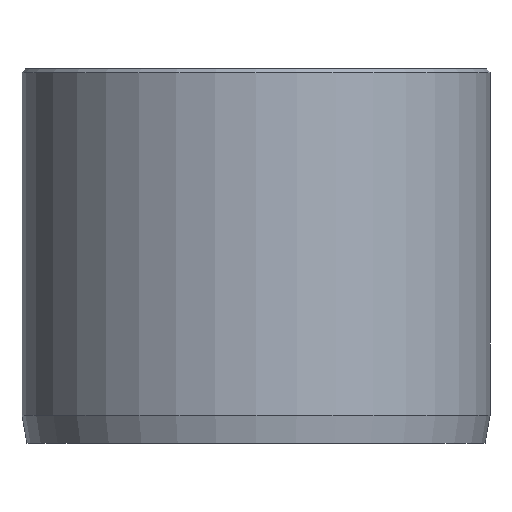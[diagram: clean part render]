
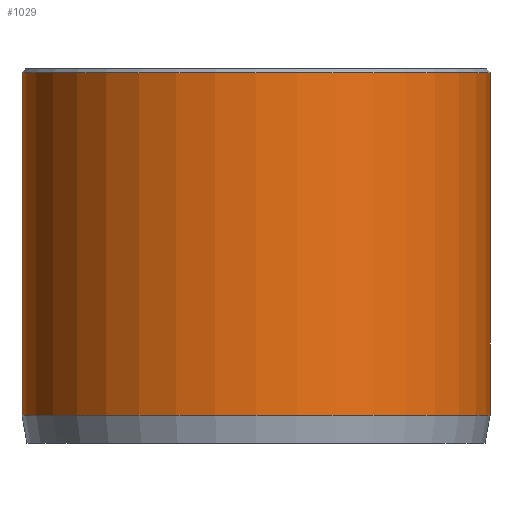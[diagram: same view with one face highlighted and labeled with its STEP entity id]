
A CAD part, front view. The second image highlights one B-rep face of the part: STEP entity #1029.
In plain terms, the highlighted cylindrical face has radius 12.5 mm (diameter 25 mm), a partial arc.
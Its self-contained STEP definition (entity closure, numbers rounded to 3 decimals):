
#8 = DIRECTION ( 'NONE',  ( -1., 0., 0. ) ) ;
#41 = DIRECTION ( 'NONE',  ( 0., 0., -1. ) ) ;
#46 = EDGE_LOOP ( 'NONE', ( #805, #1027, #976, #934 ) ) ;
#57 = AXIS2_PLACEMENT_3D ( 'NONE', #506, #414, #306 ) ;
#68 = EDGE_CURVE ( 'NONE', #697, #1192, #682, .T. ) ;
#103 = LINE ( 'NONE', #131, #833 ) ;
#131 = CARTESIAN_POINT ( 'NONE',  ( -12.5, 0., 20. ) ) ;
#191 = AXIS2_PLACEMENT_3D ( 'NONE', #1201, #518, #8 ) ;
#250 = CARTESIAN_POINT ( 'NONE',  ( 12.5, 0., 1.5 ) ) ;
#306 = DIRECTION ( 'NONE',  ( 1., 0., 0. ) ) ;
#335 = DIRECTION ( 'NONE',  ( 0., 0., -1. ) ) ;
#414 = DIRECTION ( 'NONE',  ( 0., 0., 1. ) ) ;
#461 = AXIS2_PLACEMENT_3D ( 'NONE', #925, #335, #1022 ) ;
#506 = CARTESIAN_POINT ( 'NONE',  ( 0., 0., 1.5 ) ) ;
#507 = VERTEX_POINT ( 'NONE', #869 ) ;
#508 = CARTESIAN_POINT ( 'NONE',  ( -12.5, 0., 1.5 ) ) ;
#516 = CARTESIAN_POINT ( 'NONE',  ( 12.5, 0., 19.8 ) ) ;
#518 = DIRECTION ( 'NONE',  ( 0., 0., -1. ) ) ;
#548 = VECTOR ( 'NONE', #41, 1000. ) ;
#581 = LINE ( 'NONE', #738, #548 ) ;
#603 = CIRCLE ( 'NONE', #461, 12.5 ) ;
#682 = CIRCLE ( 'NONE', #57, 12.5 ) ;
#697 = VERTEX_POINT ( 'NONE', #508 ) ;
#738 = CARTESIAN_POINT ( 'NONE',  ( 12.5, 0., 20. ) ) ;
#764 = VERTEX_POINT ( 'NONE', #516 ) ;
#805 = ORIENTED_EDGE ( 'NONE', *, *, #1148, .F. ) ;
#833 = VECTOR ( 'NONE', #1118, 1000. ) ;
#869 = CARTESIAN_POINT ( 'NONE',  ( -12.5, 0., 19.8 ) ) ;
#896 = FACE_OUTER_BOUND ( 'NONE', #46, .T. ) ;
#925 = CARTESIAN_POINT ( 'NONE',  ( 0., 0., 19.8 ) ) ;
#934 = ORIENTED_EDGE ( 'NONE', *, *, #68, .T. ) ;
#976 = ORIENTED_EDGE ( 'NONE', *, *, #1111, .T. ) ;
#1022 = DIRECTION ( 'NONE',  ( 1., 0., 0. ) ) ;
#1027 = ORIENTED_EDGE ( 'NONE', *, *, #1087, .T. ) ;
#1029 = ADVANCED_FACE ( 'NONE', ( #896 ), #1125, .T. ) ;
#1087 = EDGE_CURVE ( 'NONE', #764, #507, #603, .T. ) ;
#1111 = EDGE_CURVE ( 'NONE', #507, #697, #103, .T. ) ;
#1118 = DIRECTION ( 'NONE',  ( 0., 0., -1. ) ) ;
#1125 = CYLINDRICAL_SURFACE ( 'NONE', #191, 12.5 ) ;
#1148 = EDGE_CURVE ( 'NONE', #764, #1192, #581, .T. ) ;
#1192 = VERTEX_POINT ( 'NONE', #250 ) ;
#1201 = CARTESIAN_POINT ( 'NONE',  ( 0., 0., 20. ) ) ;
